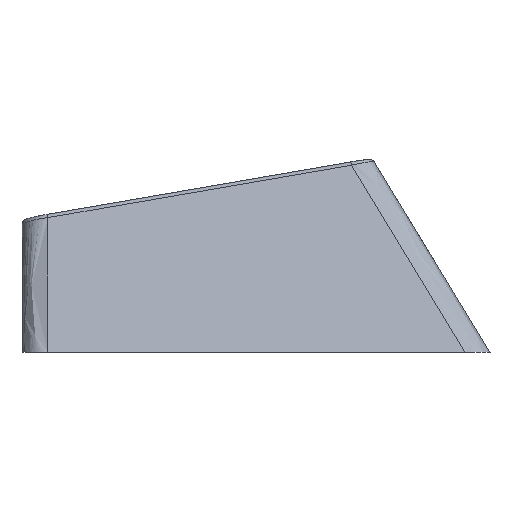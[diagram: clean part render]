
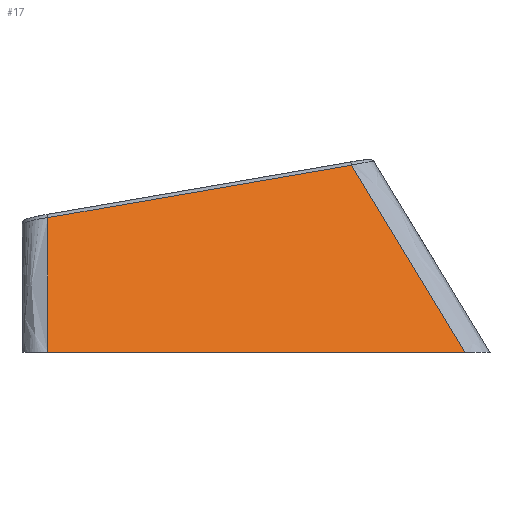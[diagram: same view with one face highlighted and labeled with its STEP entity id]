
A CAD part, left-side view. The second image highlights one B-rep face of the part: STEP entity #17.
In plain terms, the highlighted free-form (B-spline) face has degree [1, 1] with [2, 2] control points.
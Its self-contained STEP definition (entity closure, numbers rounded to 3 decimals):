
#17 = ADVANCED_FACE('',(#18),#91,.F.);
#18 = FACE_BOUND('',#19,.F.);
#19 = EDGE_LOOP('',(#20,#38,#46,#62));
#20 = ORIENTED_EDGE('',*,*,#21,.F.);
#21 = EDGE_CURVE('',#22,#24,#26,.T.);
#22 = VERTEX_POINT('',#23);
#23 = CARTESIAN_POINT('',(-20.931,-8.066,0.));
#24 = VERTEX_POINT('',#25);
#25 = CARTESIAN_POINT('',(-18.259,-3.684,7.222
    ));
#26 = B_SPLINE_CURVE_WITH_KNOTS('',4,(#27,#28,#29,#30,#31,#32,#33,#34,
    #35,#36,#37),.UNSPECIFIED.,.F.,.F.,(5,3,3,5),(-0.299,
    0.264,9.675,10.238),.UNSPECIFIED.);
#27 = CARTESIAN_POINT('',(-21.165,-8.448,
    -0.631));
#28 = CARTESIAN_POINT('',(-21.122,-8.379,
    -0.516));
#29 = CARTESIAN_POINT('',(-21.08,-8.309,
    -0.401));
#30 = CARTESIAN_POINT('',(-21.037,-8.24,
    -0.286));
#31 = CARTESIAN_POINT('',(-20.285,-7.006,1.746)
  );
#32 = CARTESIAN_POINT('',(-19.576,-5.843,3.664
    ));
#33 = CARTESIAN_POINT('',(-18.866,-4.679,5.582)
  );
#34 = CARTESIAN_POINT('',(-18.114,-3.446,7.615));
#35 = CARTESIAN_POINT('',(-18.071,-3.377,7.73));
#36 = CARTESIAN_POINT('',(-18.029,-3.307,7.844));
#37 = CARTESIAN_POINT('',(-17.986,-3.237,7.959));
#38 = ORIENTED_EDGE('',*,*,#39,.T.);
#39 = EDGE_CURVE('',#22,#40,#42,.T.);
#40 = VERTEX_POINT('',#41);
#41 = CARTESIAN_POINT('',(-20.931,8.025,0.));
#42 = LINE('',#43,#44);
#43 = CARTESIAN_POINT('',(-20.931,-9.025,0.));
#44 = VECTOR('',#45,1.);
#45 = DIRECTION('',(0.,1.,0.));
#46 = ORIENTED_EDGE('',*,*,#47,.T.);
#47 = EDGE_CURVE('',#40,#48,#50,.T.);
#48 = VERTEX_POINT('',#49);
#49 = CARTESIAN_POINT('',(-19.008,8.025,5.199)
  );
#50 = B_SPLINE_CURVE_WITH_KNOTS('',4,(#51,#52,#53,#54,#55,#56,#57,#58,
    #59,#60,#61),.UNSPECIFIED.,.F.,.F.,(5,3,3,5),(-0.489,
    0.,8.367,8.856),.UNSPECIFIED.);
#51 = CARTESIAN_POINT('',(-21.101,8.025,-0.459));
#52 = CARTESIAN_POINT('',(-21.059,8.025,-0.344));
#53 = CARTESIAN_POINT('',(-21.016,8.025,-0.23));
#54 = CARTESIAN_POINT('',(-20.974,8.025,-0.115));
#55 = CARTESIAN_POINT('',(-20.205,8.025,1.962));
#56 = CARTESIAN_POINT('',(-19.48,8.025,3.924));
#57 = CARTESIAN_POINT('',(-18.754,8.025,5.885));
#58 = CARTESIAN_POINT('',(-17.985,8.025,7.962));
#59 = CARTESIAN_POINT('',(-17.943,8.025,8.077));
#60 = CARTESIAN_POINT('',(-17.9,8.025,8.191));
#61 = CARTESIAN_POINT('',(-17.858,8.025,8.306));
#62 = ORIENTED_EDGE('',*,*,#63,.F.);
#63 = EDGE_CURVE('',#24,#48,#64,.T.);
#64 = ( BOUNDED_CURVE() B_SPLINE_CURVE(9,(#65,#66,#67,#68,#69,#70,#71,
    #72,#73,#74,#75,#76,#77,#78,#79,#80,#81,#82,#83,#84,#85,#86,#87,#88,
#89,#90),.UNSPECIFIED.,.F.,.F.) B_SPLINE_CURVE_WITH_KNOTS((10,8,8,10),(
    38.216,38.266,50.279,50.303),
.UNSPECIFIED.) CURVE() GEOMETRIC_REPRESENTATION_ITEM() 
RATIONAL_B_SPLINE_CURVE((1.,1.,1.,1.,1.,1.,1.,1.,1.,1.,1.,1.,1.,1.,1.,1.
,1.,1.,1.,1.,1.,1.,1.,1.,1.,1.)) REPRESENTATION_ITEM('') );
#65 = CARTESIAN_POINT('',(-18.259,-3.684,7.222
    ));
#66 = CARTESIAN_POINT('',(-18.259,-3.679,7.221
    ));
#67 = CARTESIAN_POINT('',(-18.26,-3.674,7.22
    ));
#68 = CARTESIAN_POINT('',(-18.26,-3.668,7.219
    ));
#69 = CARTESIAN_POINT('',(-18.26,-3.663,7.218)
  );
#70 = CARTESIAN_POINT('',(-18.261,-3.658,7.217
    ));
#71 = CARTESIAN_POINT('',(-18.261,-3.652,7.216
    ));
#72 = CARTESIAN_POINT('',(-18.261,-3.647,7.216
    ));
#73 = CARTESIAN_POINT('',(-18.262,-3.642,7.215
    ));
#74 = CARTESIAN_POINT('',(-18.343,-2.375,6.996
    ));
#75 = CARTESIAN_POINT('',(-18.421,-1.144,6.783
    ));
#76 = CARTESIAN_POINT('',(-18.504,0.138,6.561)
  );
#77 = CARTESIAN_POINT('',(-18.584,1.391,6.345)
  );
#78 = CARTESIAN_POINT('',(-18.668,2.717,6.116)
  );
#79 = CARTESIAN_POINT('',(-18.75,3.992,5.895)
  );
#80 = CARTESIAN_POINT('',(-18.835,5.333,5.664)
  );
#81 = CARTESIAN_POINT('',(-18.919,6.63,5.44)
  );
#82 = CARTESIAN_POINT('',(-19.006,8.003,5.203)
  );
#83 = CARTESIAN_POINT('',(-19.006,8.006,5.203)
  );
#84 = CARTESIAN_POINT('',(-19.006,8.008,5.202)
  );
#85 = CARTESIAN_POINT('',(-19.007,8.011,5.202)
  );
#86 = CARTESIAN_POINT('',(-19.007,8.014,5.201)
  );
#87 = CARTESIAN_POINT('',(-19.007,8.017,5.201)
  );
#88 = CARTESIAN_POINT('',(-19.007,8.019,5.2)
  );
#89 = CARTESIAN_POINT('',(-19.007,8.022,5.2)
  );
#90 = CARTESIAN_POINT('',(-19.008,8.025,5.199)
  );
#91 = B_SPLINE_SURFACE_WITH_KNOTS('',1,1,(
    (#92,#93)
    ,(#94,#95
  )),.UNSPECIFIED.,.F.,.F.,.F.,(2,2),(2,2),(0.,18.05),(0.,1.),
  .PIECEWISE_BEZIER_KNOTS.);
#92 = CARTESIAN_POINT('',(-20.931,-9.025,0.));
#93 = CARTESIAN_POINT('',(-18.156,-4.475,7.5));
#94 = CARTESIAN_POINT('',(-20.931,9.025,0.));
#95 = CARTESIAN_POINT('',(-18.156,9.025,7.5));
